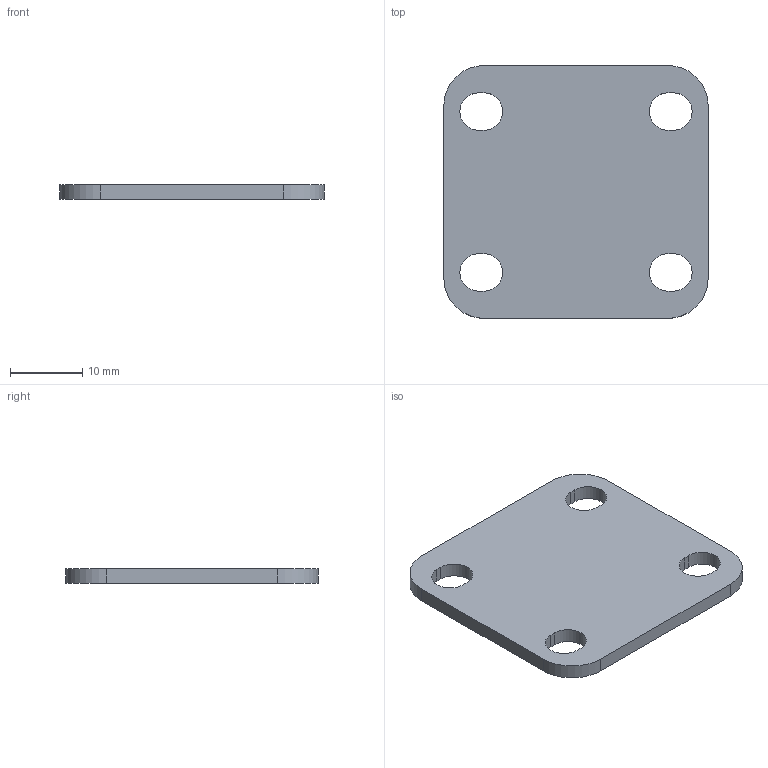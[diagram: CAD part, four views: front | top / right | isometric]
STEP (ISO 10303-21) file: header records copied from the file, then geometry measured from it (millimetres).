
FILE_DESCRIPTION(/* description */ ('Alibre Inc.'),/* implementation_level */ '2;1');
FILE_NAME(/* name */ 'export-01D8D72A-2E0C-47F5-83D0-0C3D0D783C65',/* time_stamp */ '2019-11-23T19:08:00+01:00',/* author */ (''),/* organization */ (''),/* preprocessor_version */ 'ST-DEVELOPER v17',/* originating_system */ 'Alibre',/* authorisation */ '');
FILE_SCHEMA (('AUTOMOTIVE_DESIGN'));
Length unit declared in the file: centimetre
Bounding box: 36.52 x 34.92 x 2 mm (x, y, z)
Volume: 2298.9 mm3; surface area: 2707.3 mm2
Topology: 1 solids, 1 shells, 26 faces, 72 edges, 48 vertices
Faces by surface type: plane 14, cylinder 12
Entity records: 857 total; most frequent: CARTESIAN_POINT 146, ORIENTED_EDGE 144, DIRECTION 134, EDGE_CURVE 72, AXIS2_PLACEMENT_3D 50, VECTOR 48, LINE 48, VERTEX_POINT 48
